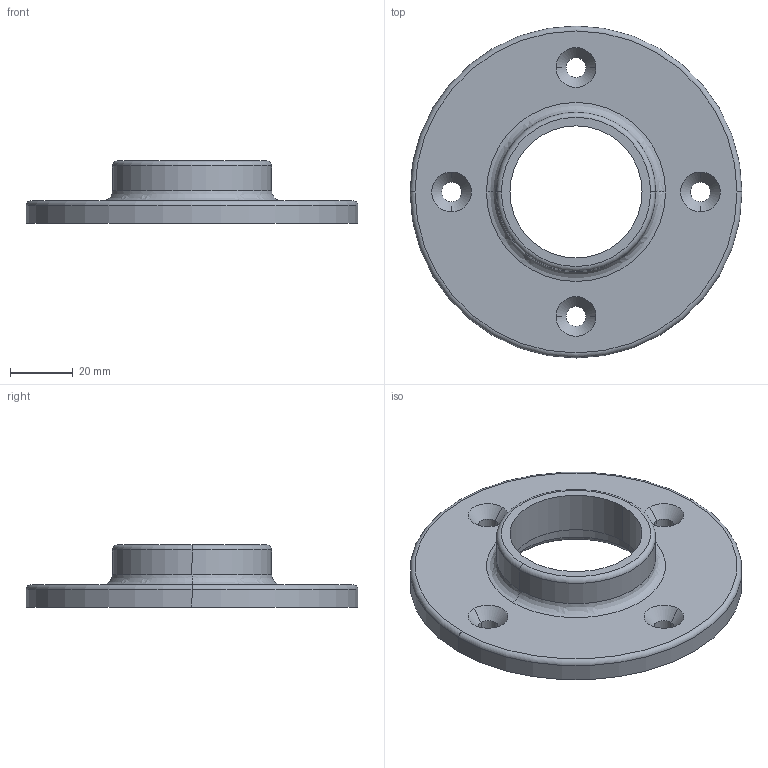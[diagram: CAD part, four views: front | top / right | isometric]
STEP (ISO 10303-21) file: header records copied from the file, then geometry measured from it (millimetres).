
FILE_DESCRIPTION((''),'2;1');
FILE_NAME('Flange1250.stp','2002-01-03T13:26:16',('Administrator'),(''),'Autodesk Inventor (tm) 3.0','Autodesk Inventor (tm) 3.0','');
FILE_SCHEMA(('CONFIG_CONTROL_DESIGN'));
Length unit declared in the file: inch
Products named in the file (1): Flange1250
Bounding box: 105.92 x 105.92 x 19.81 mm (x, y, z)
Volume: 56846.7 mm3; surface area: 21424.5 mm2
Topology: 1 solids, 1 shells, 38 faces, 84 edges, 50 vertices
Faces by surface type: bspline 22, cylinder 6, torus 6, plane 4
Entity records: 1575 total; most frequent: CARTESIAN_POINT 655, DIRECTION 178, ORIENTED_EDGE 168, EDGE_CURVE 84, AXIS2_PLACEMENT_3D 77, CIRCLE 60, VERTEX_POINT 50, EDGE_LOOP 50
